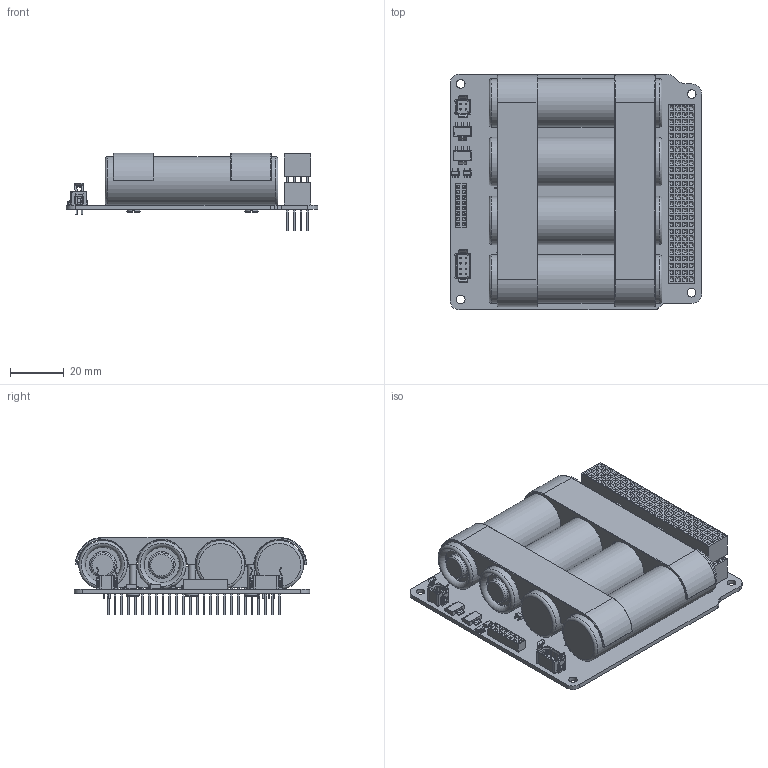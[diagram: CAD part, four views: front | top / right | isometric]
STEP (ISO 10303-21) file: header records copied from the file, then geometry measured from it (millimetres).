
FILE_DESCRIPTION(/* description */ (''),/* implementation_level */ '2;1');
FILE_NAME(/* name */ 'bp4-2.0.stp',/* time_stamp */ '2014-06-17T10:16:50+02:00',/* author */ ('mortenbisgaard'),/* organization */ (''),/* preprocessor_version */ 'ST-DEVELOPER v15.2',/* originating_system */ 'Autodesk Inventor 2014',/* authorisation */ '');
FILE_SCHEMA (('AUTOMOTIVE_DESIGN { 1 0 10303 214 3 1 1 }'));
Products named in the file (26): bp4-1.4; 18650; 18650-bracket-bp4-decal; 18650-bracket-bp4; quatbat-connector; esq-102-03-g-d; SOT23-body; lm70-pin; lm70-pin_MIR6; SOT23; SOT223-body; SOT223-pin_big; SOT223-pin_small; SOT223; M80-1020898; M80-0200049; M80-8690822_ASM; M80-001XXXX; m80-8670805_asm; M80-1020498; M80-8690422_ASM; m80-8670405_asm; M2.5x17
Bounding box: 93.39 x 87.44 x 28.71 mm (x, y, z)
Volume: 98070.2 mm3; surface area: 59952.8 mm2
Topology: 68 solids, 70 shells, 5794 faces, 13600 edges, 8384 vertices
Faces by surface type: plane 4858, cylinder 512, cone 356, bspline 48, torus 20
Full cylindrical faces by diameter (mm): 0.494 x12, 0.498 x12, 0.51 x12, 1 x112, 2.013 x6, 2.5 x12, 3.2 x4, 5 x6, 9 x4, 13 x4, 18 x4
Entity records: 76973 total; most frequent: CARTESIAN_POINT 13540, ORIENTED_EDGE 12448, DIRECTION 12406, EDGE_CURVE 6224, LINE 5362, VECTOR 5362, VERTEX_POINT 3964, AXIS2_PLACEMENT_3D 3522
